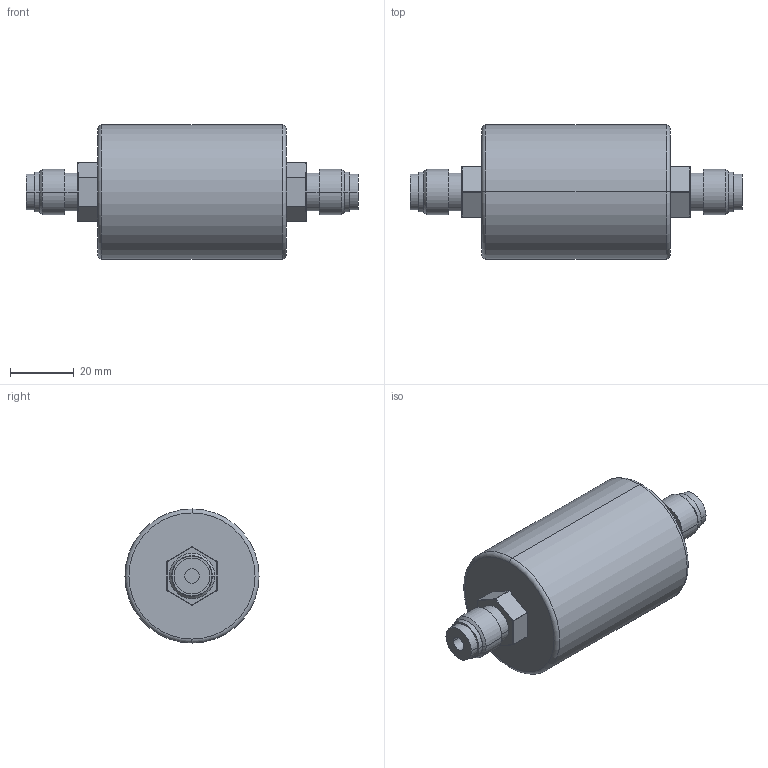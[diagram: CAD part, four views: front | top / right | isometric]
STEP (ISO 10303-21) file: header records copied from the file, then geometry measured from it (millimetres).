
FILE_DESCRIPTION((''),'2;1');
FILE_NAME('MFTR-0137-SA','2022-03-15T08:33:33',('DLachman'),('MATHESON TRI-GAS'),'CREO PARAMETRIC BY PTC INC, 2018260','CREO PARAMETRIC BY PTC INC, 2018260','');
FILE_SCHEMA(('CONFIG_CONTROL_DESIGN'));
Length unit declared in the file: inch
Products named in the file (1): MFTR-0137-SA
Bounding box: 104.39 x 42.16 x 42.16 mm (x, y, z)
Volume: 88917.3 mm3; surface area: 13322.5 mm2
Topology: 1 solids, 1 shells, 120 faces, 234 edges, 128 vertices
Faces by surface type: cylinder 58, plane 26, sphere 24, torus 8, cone 4
Entity records: 3062 total; most frequent: DIRECTION 610, CARTESIAN_POINT 482, ORIENTED_EDGE 468, AXIS2_PLACEMENT_3D 256, EDGE_CURVE 234, CIRCLE 136, EDGE_LOOP 132, VERTEX_POINT 128
